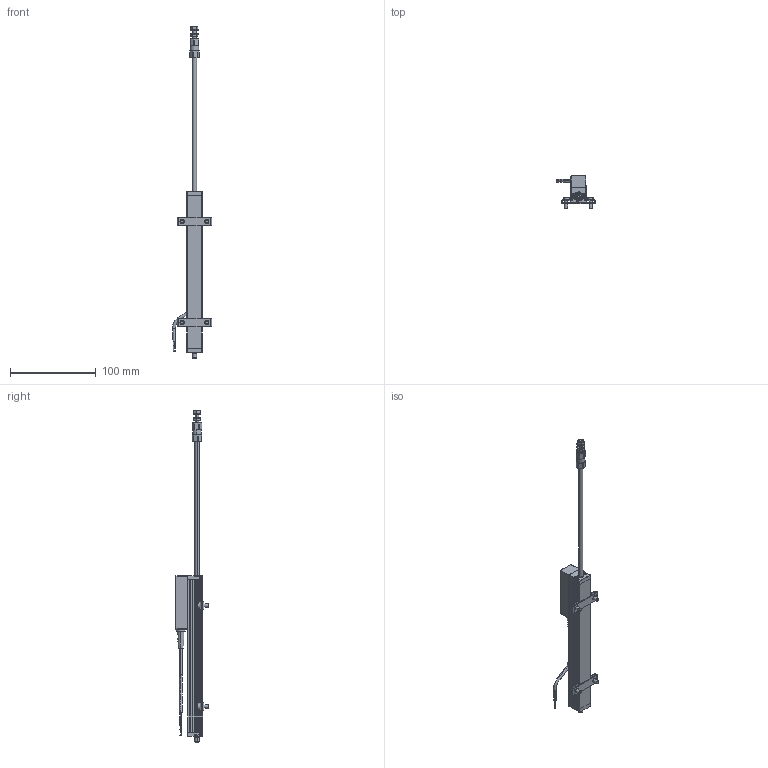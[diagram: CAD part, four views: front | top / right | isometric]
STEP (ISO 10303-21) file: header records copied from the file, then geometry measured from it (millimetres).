
FILE_DESCRIPTION (( 'STEP AP214' ), '1' );
FILE_NAME ('LS1-0150-001-cable-extend.step', '2012-06-14T07:04:41', ( 'dummy' ), ( '' ), 'SwSTEP 2.0', 'SolidWorks 2011', '' );
FILE_SCHEMA (( 'AUTOMOTIVE_DESIGN' ));
Length unit declared in the file: millimetre
Products named in the file (1): LS1-0150-001-cable-extend
Bounding box: 45.92 x 38.78 x 388 mm (x, y, z)
Surface area: 29974.8 mm2 (no closed solid volume)
Topology: 0 solids, 72 shells, 551 faces, 2345 edges, 1840 vertices
Faces by surface type: plane 267, cylinder 176, cone 88, torus 9, sphere 6, bspline 5
Entity records: 35026 total; most frequent: CARTESIAN_POINT 10684, DIRECTION 3661, ORIENTED_EDGE 3212, EDGE_CURVE 2343, VERTEX_POINT 1840, AXIS2_PLACEMENT_3D 1235, VECTOR 1191, LINE 1191
